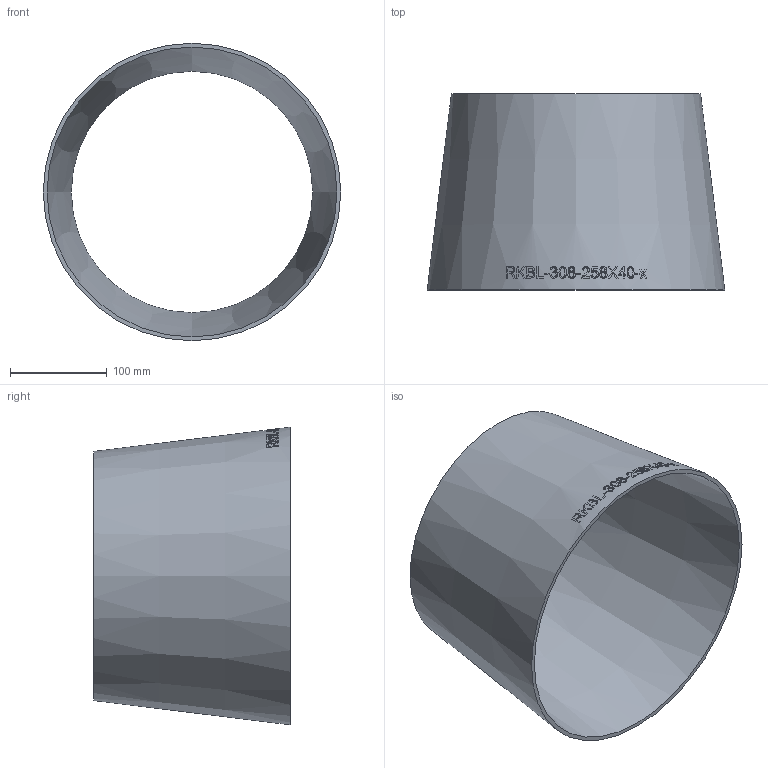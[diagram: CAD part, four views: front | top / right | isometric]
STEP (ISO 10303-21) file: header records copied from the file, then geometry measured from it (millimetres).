
FILE_DESCRIPTION (( 'STEP AP214' ), '1' );
FILE_NAME ('RKBL-308-258X40-x Reduzierung aus Blech 2006.STEP', '2020-06-17T09:08:21', ( '' ), ( '' ), 'SwSTEP 2.0', 'SolidWorks 2019', '' );
FILE_SCHEMA (( 'AUTOMOTIVE_DESIGN' ));
Length unit declared in the file: millimetre
Products named in the file (1): RKBL-308-258X40-x Reduzierung aus Blech 2006
Bounding box: 308 x 203 x 308 mm (x, y, z)
Volume: 715330.5 mm3; surface area: 365571.1 mm2
Topology: 1 solids, 1 shells, 242 faces, 639 edges, 426 vertices
Faces by surface type: bspline 211, cone 29, plane 2
Entity records: 41079 total; most frequent: CARTESIAN_POINT 34421, ORIENTED_EDGE 1274, EDGE_CURVE 637, B_SPLINE_CURVE_WITH_KNOTS 633, VERTEX_POINT 426, EDGE_LOOP 273, ADVANCED_FACE 242, FACE_OUTER_BOUND 242
